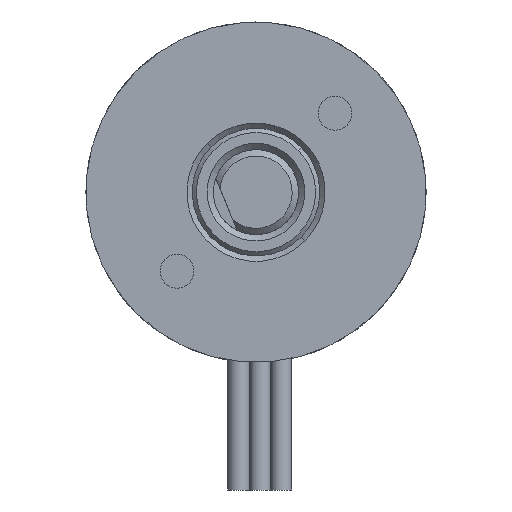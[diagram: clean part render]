
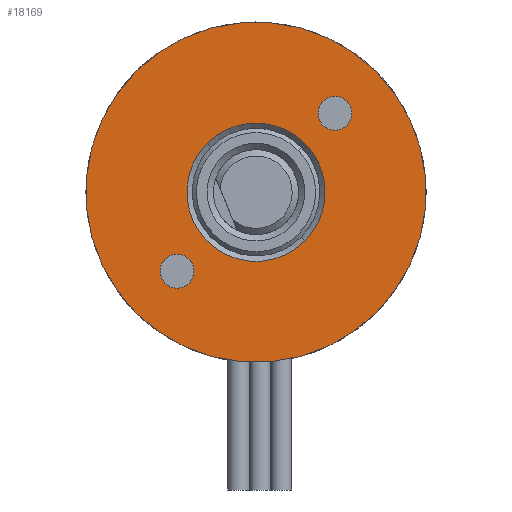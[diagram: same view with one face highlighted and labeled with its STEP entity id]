
A CAD part, front view. The second image highlights one B-rep face of the part: STEP entity #18169.
In plain terms, the highlighted face is planar.
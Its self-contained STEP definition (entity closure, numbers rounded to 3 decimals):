
#155 = VERTEX_POINT ( 'NONE', #20742 ) ;
#1040 = EDGE_CURVE ( 'NONE', #8800, #22918, #27998, .T. ) ;
#2404 = ORIENTED_EDGE ( 'NONE', *, *, #23817, .F. ) ;
#2866 = CARTESIAN_POINT ( 'NONE',  ( 0., 0., 0. ) ) ;
#3138 = EDGE_CURVE ( 'NONE', #9339, #16832, #12991, .T. ) ;
#3395 = CARTESIAN_POINT ( 'NONE',  ( 0., 5.25, 0. ) ) ;
#3560 = AXIS2_PLACEMENT_3D ( 'NONE', #3395, #17901, #27832 ) ;
#4850 = AXIS2_PLACEMENT_3D ( 'NONE', #9605, #9275, #14503 ) ;
#6031 = ORIENTED_EDGE ( 'NONE', *, *, #7384, .F. ) ;
#6119 = EDGE_LOOP ( 'NONE', ( #14110, #2404 ) ) ;
#6454 = DIRECTION ( 'NONE',  ( -1., 0., 0. ) ) ;
#6534 = DIRECTION ( 'NONE',  ( 0., 0., -1. ) ) ;
#7029 = CARTESIAN_POINT ( 'NONE',  ( 0., -5.25, 0. ) ) ;
#7272 = DIRECTION ( 'NONE',  ( -1., 0., 0. ) ) ;
#7384 = EDGE_CURVE ( 'NONE', #155, #9404, #8991, .T. ) ;
#7538 = EDGE_CURVE ( 'NONE', #22918, #8800, #17064, .T. ) ;
#7621 = DIRECTION ( 'NONE',  ( -1., 0., 0. ) ) ;
#8800 = VERTEX_POINT ( 'NONE', #27092 ) ;
#8991 = CIRCLE ( 'NONE', #24616, 0.8 ) ;
#9120 = FACE_OUTER_BOUND ( 'NONE', #9229, .T. ) ;
#9229 = EDGE_LOOP ( 'NONE', ( #25036, #13017 ) ) ;
#9275 = DIRECTION ( 'NONE',  ( 0., 0., 1. ) ) ;
#9337 = DIRECTION ( 'NONE',  ( 0., 0., -1. ) ) ;
#9339 = VERTEX_POINT ( 'NONE', #15504 ) ;
#9404 = VERTEX_POINT ( 'NONE', #25265 ) ;
#9605 = CARTESIAN_POINT ( 'NONE',  ( 0., 0., 0. ) ) ;
#11377 = CIRCLE ( 'NONE', #23951, 8. ) ;
#11595 = DIRECTION ( 'NONE',  ( -1., 0., 0. ) ) ;
#11663 = FACE_BOUND ( 'NONE', #6119, .T. ) ;
#12069 = DIRECTION ( 'NONE',  ( 0., 0., -1. ) ) ;
#12314 = CIRCLE ( 'NONE', #25383, 0.8 ) ;
#12496 = DIRECTION ( 'NONE',  ( 0., 0., -1. ) ) ;
#12991 = CIRCLE ( 'NONE', #23036, 0.8 ) ;
#13017 = ORIENTED_EDGE ( 'NONE', *, *, #24301, .F. ) ;
#13199 = CARTESIAN_POINT ( 'NONE',  ( -8., 0., 0. ) ) ;
#13561 = CARTESIAN_POINT ( 'NONE',  ( 0., 0., 0. ) ) ;
#13643 = CARTESIAN_POINT ( 'NONE',  ( 0., 0., 0. ) ) ;
#13885 = ORIENTED_EDGE ( 'NONE', *, *, #7538, .F. ) ;
#14110 = ORIENTED_EDGE ( 'NONE', *, *, #3138, .F. ) ;
#14503 = DIRECTION ( 'NONE',  ( 1., 0., 0. ) ) ;
#15444 = CARTESIAN_POINT ( 'NONE',  ( 0., 0., 0. ) ) ;
#15504 = CARTESIAN_POINT ( 'NONE',  ( -0.8, -5.25, 0. ) ) ;
#15916 = CARTESIAN_POINT ( 'NONE',  ( -3.25, 0., 0. ) ) ;
#16064 = AXIS2_PLACEMENT_3D ( 'NONE', #2866, #12496, #19752 ) ;
#16425 = AXIS2_PLACEMENT_3D ( 'NONE', #13643, #6534, #11595 ) ;
#16832 = VERTEX_POINT ( 'NONE', #26765 ) ;
#17064 = CIRCLE ( 'NONE', #16064, 3.25 ) ;
#17405 = EDGE_CURVE ( 'NONE', #27790, #20958, #11377, .T. ) ;
#17861 = CIRCLE ( 'NONE', #29440, 8. ) ;
#17901 = DIRECTION ( 'NONE',  ( 0., 0., -1. ) ) ;
#18169 = ADVANCED_FACE ( 'NONE', ( #21255, #11663, #26168, #9120 ), #21738, .F. ) ;
#19752 = DIRECTION ( 'NONE',  ( -1., 0., 0. ) ) ;
#20742 = CARTESIAN_POINT ( 'NONE',  ( 0.8, 5.25, 0. ) ) ;
#20958 = VERTEX_POINT ( 'NONE', #22173 ) ;
#21255 = FACE_BOUND ( 'NONE', #24408, .T. ) ;
#21335 = EDGE_LOOP ( 'NONE', ( #13885, #23892 ) ) ;
#21738 = PLANE ( 'NONE',  #4850 ) ;
#22173 = CARTESIAN_POINT ( 'NONE',  ( 8., 0., 0. ) ) ;
#22918 = VERTEX_POINT ( 'NONE', #15916 ) ;
#22977 = DIRECTION ( 'NONE',  ( 0., 0., 1. ) ) ;
#23036 = AXIS2_PLACEMENT_3D ( 'NONE', #7029, #28637, #25957 ) ;
#23472 = DIRECTION ( 'NONE',  ( 0., 0., 1. ) ) ;
#23817 = EDGE_CURVE ( 'NONE', #16832, #9339, #12314, .T. ) ;
#23892 = ORIENTED_EDGE ( 'NONE', *, *, #1040, .F. ) ;
#23951 = AXIS2_PLACEMENT_3D ( 'NONE', #13561, #23472, #6454 ) ;
#23956 = ORIENTED_EDGE ( 'NONE', *, *, #28286, .F. ) ;
#24025 = CARTESIAN_POINT ( 'NONE',  ( 0., -5.25, 0. ) ) ;
#24301 = EDGE_CURVE ( 'NONE', #20958, #27790, #17861, .T. ) ;
#24408 = EDGE_LOOP ( 'NONE', ( #23956, #6031 ) ) ;
#24616 = AXIS2_PLACEMENT_3D ( 'NONE', #28262, #9337, #7272 ) ;
#25036 = ORIENTED_EDGE ( 'NONE', *, *, #17405, .F. ) ;
#25058 = DIRECTION ( 'NONE',  ( -1., 0., 0. ) ) ;
#25265 = CARTESIAN_POINT ( 'NONE',  ( -0.8, 5.25, 0. ) ) ;
#25383 = AXIS2_PLACEMENT_3D ( 'NONE', #24025, #12069, #7621 ) ;
#25957 = DIRECTION ( 'NONE',  ( -1., 0., 0. ) ) ;
#26168 = FACE_BOUND ( 'NONE', #21335, .T. ) ;
#26765 = CARTESIAN_POINT ( 'NONE',  ( 0.8, -5.25, 0. ) ) ;
#27092 = CARTESIAN_POINT ( 'NONE',  ( 3.25, 0., 0. ) ) ;
#27790 = VERTEX_POINT ( 'NONE', #13199 ) ;
#27832 = DIRECTION ( 'NONE',  ( -1., 0., 0. ) ) ;
#27998 = CIRCLE ( 'NONE', #16425, 3.25 ) ;
#28262 = CARTESIAN_POINT ( 'NONE',  ( 0., 5.25, 0. ) ) ;
#28286 = EDGE_CURVE ( 'NONE', #9404, #155, #30271, .T. ) ;
#28637 = DIRECTION ( 'NONE',  ( 0., 0., -1. ) ) ;
#29440 = AXIS2_PLACEMENT_3D ( 'NONE', #15444, #22977, #25058 ) ;
#30271 = CIRCLE ( 'NONE', #3560, 0.8 ) ;
